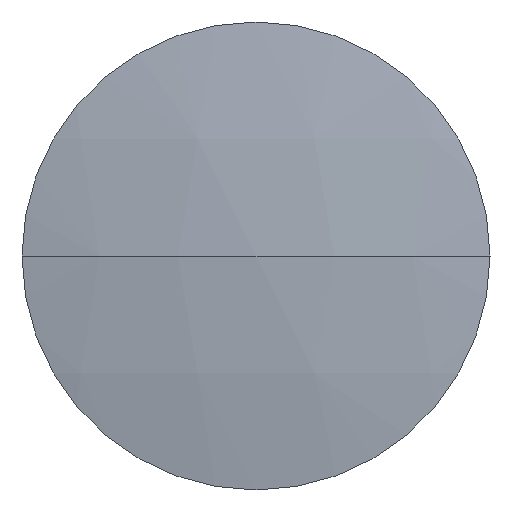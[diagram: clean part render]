
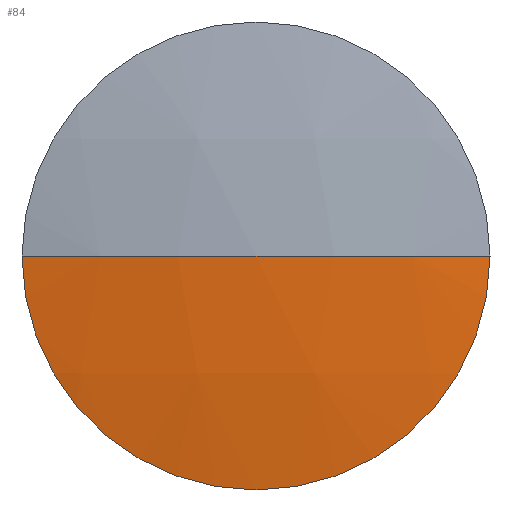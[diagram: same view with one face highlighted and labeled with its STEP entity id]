
A CAD part, left-side view. The second image highlights one B-rep face of the part: STEP entity #84.
In plain terms, the highlighted spherical face has radius 144.4 mm.
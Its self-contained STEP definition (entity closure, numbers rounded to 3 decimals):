
#60 = ORIENTED_EDGE ( 'NONE', *, *, #103, .F. ) ;
#84 = ADVANCED_FACE ( 'NONE', ( #144 ), #115, .T. ) ;
#90 = CIRCLE ( 'NONE', #374, 25.4 ) ;
#97 = CIRCLE ( 'NONE', #272, 144.4 ) ;
#98 = CARTESIAN_POINT ( 'NONE',  ( -77.869, 0.11, 0. ) ) ;
#103 = EDGE_CURVE ( 'NONE', #277, #341, #97, .T. ) ;
#104 = ORIENTED_EDGE ( 'NONE', *, *, #305, .T. ) ;
#110 = AXIS2_PLACEMENT_3D ( 'NONE', #410, #302, #189 ) ;
#114 = DIRECTION ( 'NONE',  ( 1., 0., 0. ) ) ;
#115 = SPHERICAL_SURFACE ( 'NONE', #443, 144.4 ) ;
#122 = DIRECTION ( 'NONE',  ( 0., 1., 0. ) ) ;
#125 = EDGE_LOOP ( 'NONE', ( #330, #104, #280, #60 ) ) ;
#142 = AXIS2_PLACEMENT_3D ( 'NONE', #438, #263, #122 ) ;
#144 = FACE_OUTER_BOUND ( 'NONE', #125, .T. ) ;
#173 = DIRECTION ( 'NONE',  ( 0., 0., 1. ) ) ;
#188 = CARTESIAN_POINT ( 'NONE',  ( 64.279, 25.51, 0. ) ) ;
#189 = DIRECTION ( 'NONE',  ( 0., 0., 1. ) ) ;
#203 = CARTESIAN_POINT ( 'NONE',  ( -77.869, 25.51, -25.4 ) ) ;
#219 = EDGE_CURVE ( 'NONE', #277, #368, #301, .T. ) ;
#225 = EDGE_CURVE ( 'NONE', #334, #341, #362, .T. ) ;
#229 = CARTESIAN_POINT ( 'NONE',  ( -77.869, 50.91, 0. ) ) ;
#247 = DIRECTION ( 'NONE',  ( 0., 1., 0. ) ) ;
#263 = DIRECTION ( 'NONE',  ( 0., 0., -1. ) ) ;
#271 = DIRECTION ( 'NONE',  ( 0., 0., 1. ) ) ;
#272 = AXIS2_PLACEMENT_3D ( 'NONE', #363, #173, #114 ) ;
#277 = VERTEX_POINT ( 'NONE', #229 ) ;
#280 = ORIENTED_EDGE ( 'NONE', *, *, #225, .T. ) ;
#301 = CIRCLE ( 'NONE', #110, 25.4 ) ;
#302 = DIRECTION ( 'NONE',  ( -1., 0., 0. ) ) ;
#305 = EDGE_CURVE ( 'NONE', #368, #334, #90, .T. ) ;
#317 = DIRECTION ( 'NONE',  ( 0., 0., -1. ) ) ;
#330 = ORIENTED_EDGE ( 'NONE', *, *, #219, .T. ) ;
#334 = VERTEX_POINT ( 'NONE', #98 ) ;
#340 = CARTESIAN_POINT ( 'NONE',  ( -80.121, 25.51, 0. ) ) ;
#341 = VERTEX_POINT ( 'NONE', #340 ) ;
#362 = CIRCLE ( 'NONE', #142, 144.4 ) ;
#363 = CARTESIAN_POINT ( 'NONE',  ( 64.279, 25.51, 0. ) ) ;
#368 = VERTEX_POINT ( 'NONE', #203 ) ;
#374 = AXIS2_PLACEMENT_3D ( 'NONE', #411, #381, #271 ) ;
#381 = DIRECTION ( 'NONE',  ( -1., 0., 0. ) ) ;
#410 = CARTESIAN_POINT ( 'NONE',  ( -77.869, 25.51, 0. ) ) ;
#411 = CARTESIAN_POINT ( 'NONE',  ( -77.869, 25.51, 0. ) ) ;
#438 = CARTESIAN_POINT ( 'NONE',  ( 64.279, 25.51, 0. ) ) ;
#443 = AXIS2_PLACEMENT_3D ( 'NONE', #188, #317, #247 ) ;
